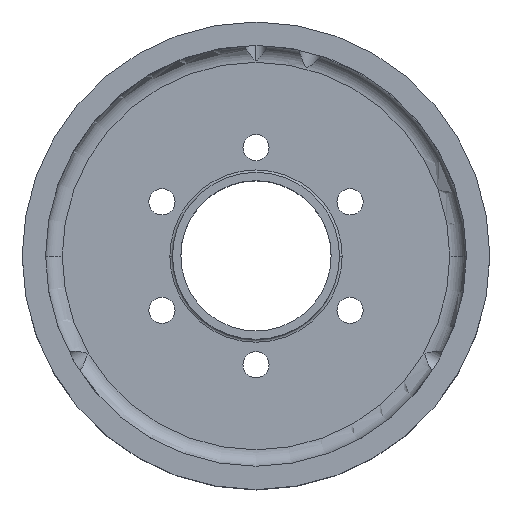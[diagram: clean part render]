
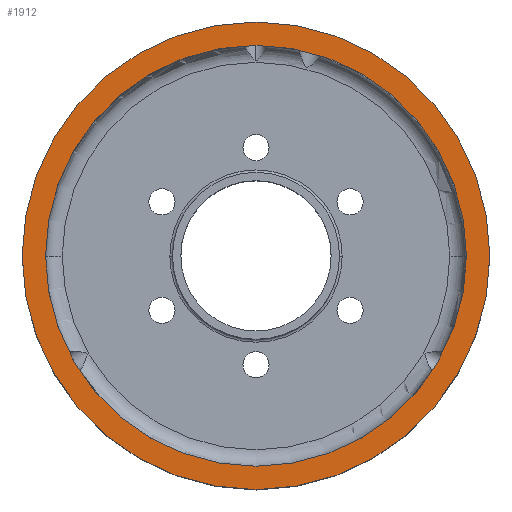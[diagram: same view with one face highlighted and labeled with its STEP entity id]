
A CAD part, top view. The second image highlights one B-rep face of the part: STEP entity #1912.
In plain terms, the highlighted planar face has unit normal (0, 0, 1).
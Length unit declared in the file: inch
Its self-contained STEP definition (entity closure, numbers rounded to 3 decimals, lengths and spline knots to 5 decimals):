
#42 = EDGE_LOOP ( 'NONE', ( #2363, #72 ) ) ;
#72 = ORIENTED_EDGE ( 'NONE', *, *, #2323, .T. ) ;
#342 = CARTESIAN_POINT ( 'NONE',  ( -1.75, 0., 0.8 ) ) ;
#460 = EDGE_CURVE ( 'NONE', #1081, #2613, #2475, .T. ) ;
#477 = AXIS2_PLACEMENT_3D ( 'NONE', #911, #690, #1150 ) ;
#494 = EDGE_CURVE ( 'NONE', #604, #1194, #1177, .T. ) ;
#604 = VERTEX_POINT ( 'NONE', #2161 ) ;
#624 = DIRECTION ( 'NONE',  ( 0., 0., -1. ) ) ;
#641 = DIRECTION ( 'NONE',  ( -1., 0., 0. ) ) ;
#657 = DIRECTION ( 'NONE',  ( -1., 0., 0. ) ) ;
#670 = CARTESIAN_POINT ( 'NONE',  ( 0., 0., 0.8 ) ) ;
#690 = DIRECTION ( 'NONE',  ( 0., 0., -1. ) ) ;
#908 = CIRCLE ( 'NONE', #1405, 1.75 ) ;
#911 = CARTESIAN_POINT ( 'NONE',  ( 0., 0., 0.8 ) ) ;
#1081 = VERTEX_POINT ( 'NONE', #342 ) ;
#1150 = DIRECTION ( 'NONE',  ( -1., 0., 0. ) ) ;
#1177 = CIRCLE ( 'NONE', #477, 1.575 ) ;
#1188 = ORIENTED_EDGE ( 'NONE', *, *, #2908, .F. ) ;
#1194 = VERTEX_POINT ( 'NONE', #2966 ) ;
#1208 = CARTESIAN_POINT ( 'NONE',  ( 1.75, 0., 0.8 ) ) ;
#1349 = CARTESIAN_POINT ( 'NONE',  ( -1.75, 0., 0.8 ) ) ;
#1405 = AXIS2_PLACEMENT_3D ( 'NONE', #2498, #624, #641 ) ;
#1421 = AXIS2_PLACEMENT_3D ( 'NONE', #2283, #2972, #1581 ) ;
#1581 = DIRECTION ( 'NONE',  ( -1., 0., 0. ) ) ;
#1709 = EDGE_LOOP ( 'NONE', ( #1790, #1188 ) ) ;
#1790 = ORIENTED_EDGE ( 'NONE', *, *, #460, .F. ) ;
#1848 = DIRECTION ( 'NONE',  ( 0., 0., -1. ) ) ;
#1912 = ADVANCED_FACE ( 'NONE', ( #2398, #2871 ), #2047, .T. ) ;
#2047 = PLANE ( 'NONE',  #2581 ) ;
#2091 = DIRECTION ( 'NONE',  ( 1., 0., 0. ) ) ;
#2161 = CARTESIAN_POINT ( 'NONE',  ( -1.575, 0., 0.8 ) ) ;
#2283 = CARTESIAN_POINT ( 'NONE',  ( 0., 0., 0.8 ) ) ;
#2323 = EDGE_CURVE ( 'NONE', #1194, #604, #2636, .T. ) ;
#2335 = DIRECTION ( 'NONE',  ( 0., 0., 1. ) ) ;
#2363 = ORIENTED_EDGE ( 'NONE', *, *, #494, .T. ) ;
#2398 = FACE_BOUND ( 'NONE', #42, .T. ) ;
#2475 = CIRCLE ( 'NONE', #2870, 1.75 ) ;
#2498 = CARTESIAN_POINT ( 'NONE',  ( 0., 0., 0.8 ) ) ;
#2581 = AXIS2_PLACEMENT_3D ( 'NONE', #1349, #2335, #2091 ) ;
#2613 = VERTEX_POINT ( 'NONE', #1208 ) ;
#2636 = CIRCLE ( 'NONE', #1421, 1.575 ) ;
#2870 = AXIS2_PLACEMENT_3D ( 'NONE', #670, #1848, #657 ) ;
#2871 = FACE_OUTER_BOUND ( 'NONE', #1709, .T. ) ;
#2908 = EDGE_CURVE ( 'NONE', #2613, #1081, #908, .T. ) ;
#2966 = CARTESIAN_POINT ( 'NONE',  ( 1.575, 0., 0.8 ) ) ;
#2972 = DIRECTION ( 'NONE',  ( 0., 0., -1. ) ) ;
